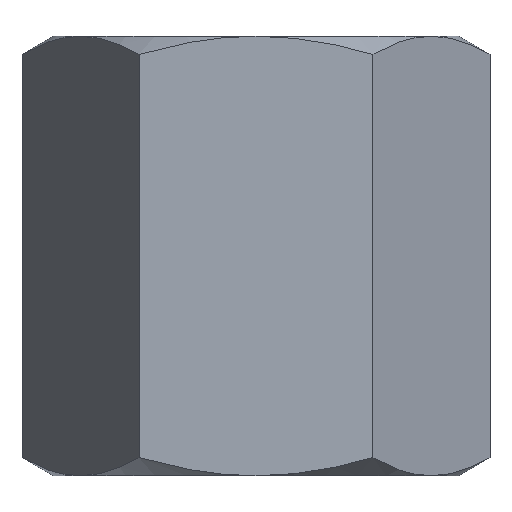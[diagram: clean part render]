
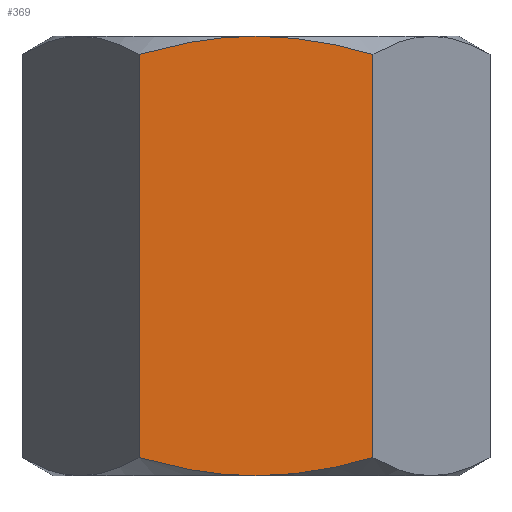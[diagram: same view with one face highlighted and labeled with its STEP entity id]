
A CAD part, left-side view. The second image highlights one B-rep face of the part: STEP entity #369.
In plain terms, the highlighted planar face has unit normal (-1, 0, 0).
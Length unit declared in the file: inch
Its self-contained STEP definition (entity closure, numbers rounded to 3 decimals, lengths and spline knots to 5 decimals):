
#12 = CARTESIAN_POINT ( 'NONE',  ( -0.28125, 0.16238, -0.27988 ) ) ;
#19 = CARTESIAN_POINT ( 'NONE',  ( -0.28125, 0.0275, -0.305 ) ) ;
#25 = CARTESIAN_POINT ( 'NONE',  ( -0.28125, -0.16238, -0.27988 ) ) ;
#29 = ORIENTED_EDGE ( 'NONE', *, *, #292, .T. ) ;
#42 = CARTESIAN_POINT ( 'NONE',  ( -0.28125, -0.13594, -0.28751 ) ) ;
#84 = CARTESIAN_POINT ( 'NONE',  ( -0.28125, 0.10952, -0.29377 ) ) ;
#119 = CARTESIAN_POINT ( 'NONE',  ( -0.28125, 0., -0.305 ) ) ;
#153 = DIRECTION ( 'NONE',  ( 0., 0., -1. ) ) ;
#174 = CARTESIAN_POINT ( 'NONE',  ( -0.28125, 0., -0.305 ) ) ;
#184 = CARTESIAN_POINT ( 'NONE',  ( -0.28125, 0.16238, 0.27988 ) ) ;
#187 = DIRECTION ( 'NONE',  ( 0., 0., -1. ) ) ;
#222 = CARTESIAN_POINT ( 'NONE',  ( -0.28125, 0.05534, -0.30257 ) ) ;
#224 = CARTESIAN_POINT ( 'NONE',  ( -0.28125, -0.16238, 0.27988 ) ) ;
#234 = CARTESIAN_POINT ( 'NONE',  ( -0.28125, 0.16238, -0.27988 ) ) ;
#246 = CARTESIAN_POINT ( 'NONE',  ( -0.28125, -0.10891, -0.2939 ) ) ;
#255 = CARTESIAN_POINT ( 'NONE',  ( -0.28125, -0.05474, 0.30264 ) ) ;
#256 = B_SPLINE_CURVE_WITH_KNOTS ( 'NONE', 3,
 ( #12, #497, #84, #222, #19, #347 ),
 .UNSPECIFIED., .F., .F.,
 ( 4, 2, 4 ),
 ( 0.01948, 0.02157, 0.02366 ),
 .UNSPECIFIED. ) ;
#282 = EDGE_CURVE ( 'NONE', #881, #749, #381, .T. ) ;
#292 = EDGE_CURVE ( 'NONE', #749, #384, #256, .T. ) ;
#334 = CARTESIAN_POINT ( 'NONE',  ( -0.28125, 0.13612, 0.28746 ) ) ;
#347 = CARTESIAN_POINT ( 'NONE',  ( -0.28125, 0., -0.305 ) ) ;
#351 = VERTEX_POINT ( 'NONE', #569 ) ;
#352 = VERTEX_POINT ( 'NONE', #224 ) ;
#369 = ADVANCED_FACE ( 'NONE', ( #800 ), #434, .F. ) ;
#381 = LINE ( 'NONE', #776, #915 ) ;
#384 = VERTEX_POINT ( 'NONE', #174 ) ;
#388 = CARTESIAN_POINT ( 'NONE',  ( -0.28125, -0.16238, 0.305 ) ) ;
#412 = EDGE_CURVE ( 'NONE', #881, #351, #837, .T. ) ;
#414 = B_SPLINE_CURVE_WITH_KNOTS ( 'NONE', 3,
 ( #821, #693, #255, #819, #895, #468 ),
 .UNSPECIFIED., .F., .F.,
 ( 4, 2, 4 ),
 ( 0.02366, 0.02575, 0.02784 ),
 .UNSPECIFIED. ) ;
#421 = DIRECTION ( 'NONE',  ( 1., 0., 0. ) ) ;
#434 = PLANE ( 'NONE',  #839 ) ;
#452 = CARTESIAN_POINT ( 'NONE',  ( -0.28125, -0.02747, -0.305 ) ) ;
#462 = EDGE_CURVE ( 'NONE', #352, #714, #914, .T. ) ;
#468 = CARTESIAN_POINT ( 'NONE',  ( -0.28125, -0.16238, 0.27988 ) ) ;
#486 = ORIENTED_EDGE ( 'NONE', *, *, #462, .F. ) ;
#497 = CARTESIAN_POINT ( 'NONE',  ( -0.28125, 0.13612, -0.28746 ) ) ;
#509 = EDGE_CURVE ( 'NONE', #351, #352, #414, .T. ) ;
#523 = CARTESIAN_POINT ( 'NONE',  ( -0.28125, -0.05474, -0.30264 ) ) ;
#531 = EDGE_LOOP ( 'NONE', ( #803, #29, #563, #486, #875, #558 ) ) ;
#538 = VECTOR ( 'NONE', #187, 39.37008 ) ;
#539 = CARTESIAN_POINT ( 'NONE',  ( -0.28125, 0.10952, 0.29377 ) ) ;
#554 = B_SPLINE_CURVE_WITH_KNOTS ( 'NONE', 3,
 ( #119, #452, #523, #246, #42, #807 ),
 .UNSPECIFIED., .F., .F.,
 ( 4, 2, 4 ),
 ( 0.02366, 0.02575, 0.02784 ),
 .UNSPECIFIED. ) ;
#558 = ORIENTED_EDGE ( 'NONE', *, *, #412, .F. ) ;
#563 = ORIENTED_EDGE ( 'NONE', *, *, #883, .T. ) ;
#565 = CARTESIAN_POINT ( 'NONE',  ( -0.28125, 0.16238, 0.305 ) ) ;
#569 = CARTESIAN_POINT ( 'NONE',  ( -0.28125, 0., 0.305 ) ) ;
#652 = CARTESIAN_POINT ( 'NONE',  ( -0.28125, 0.05534, 0.30257 ) ) ;
#675 = CARTESIAN_POINT ( 'NONE',  ( -0.28125, 0.0275, 0.305 ) ) ;
#693 = CARTESIAN_POINT ( 'NONE',  ( -0.28125, -0.02747, 0.305 ) ) ;
#714 = VERTEX_POINT ( 'NONE', #25 ) ;
#749 = VERTEX_POINT ( 'NONE', #234 ) ;
#766 = CARTESIAN_POINT ( 'NONE',  ( -0.28125, 0., 0.305 ) ) ;
#776 = CARTESIAN_POINT ( 'NONE',  ( -0.28125, 0.16238, 0.305 ) ) ;
#781 = CARTESIAN_POINT ( 'NONE',  ( -0.28125, 0.16238, 0.27988 ) ) ;
#800 = FACE_OUTER_BOUND ( 'NONE', #531, .T. ) ;
#803 = ORIENTED_EDGE ( 'NONE', *, *, #282, .T. ) ;
#807 = CARTESIAN_POINT ( 'NONE',  ( -0.28125, -0.16238, -0.27988 ) ) ;
#819 = CARTESIAN_POINT ( 'NONE',  ( -0.28125, -0.10891, 0.2939 ) ) ;
#821 = CARTESIAN_POINT ( 'NONE',  ( -0.28125, 0., 0.305 ) ) ;
#837 = B_SPLINE_CURVE_WITH_KNOTS ( 'NONE', 3,
 ( #781, #334, #539, #652, #675, #766 ),
 .UNSPECIFIED., .F., .F.,
 ( 4, 2, 4 ),
 ( 0.01948, 0.02157, 0.02366 ),
 .UNSPECIFIED. ) ;
#839 = AXIS2_PLACEMENT_3D ( 'NONE', #565, #421, #857 ) ;
#857 = DIRECTION ( 'NONE',  ( 0., 0., -1. ) ) ;
#875 = ORIENTED_EDGE ( 'NONE', *, *, #509, .F. ) ;
#881 = VERTEX_POINT ( 'NONE', #184 ) ;
#883 = EDGE_CURVE ( 'NONE', #384, #714, #554, .T. ) ;
#895 = CARTESIAN_POINT ( 'NONE',  ( -0.28125, -0.13594, 0.28751 ) ) ;
#914 = LINE ( 'NONE', #388, #538 ) ;
#915 = VECTOR ( 'NONE', #153, 39.37008 ) ;
